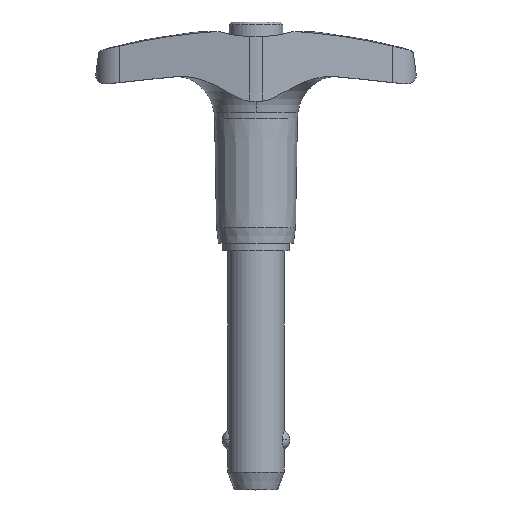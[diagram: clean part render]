
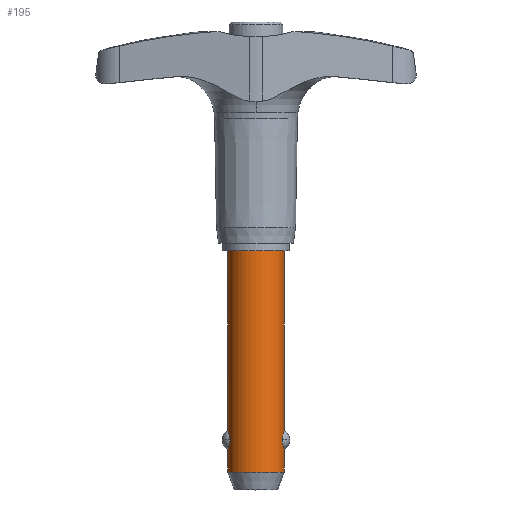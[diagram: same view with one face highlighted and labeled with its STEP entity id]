
A CAD part, top view. The second image highlights one B-rep face of the part: STEP entity #195.
In plain terms, the highlighted cylindrical face has radius 3.969 mm (diameter 7.938 mm), a partial arc.
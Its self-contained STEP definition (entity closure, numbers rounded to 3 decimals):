
#195=ADVANCED_FACE('',(#415),#416,.T.);
#415=FACE_OUTER_BOUND('',#654,.T.);
#416=CYLINDRICAL_SURFACE('',#655,3.969);
#654=EDGE_LOOP('',(#1208,#1209,#1210,#1211,#1212,#1213,#1214,#1215,#1216,#1217));
#655=AXIS2_PLACEMENT_3D('',#1218,#1219,#1220);
#1208=ORIENTED_EDGE('',*,*,#1547,.T.);
#1209=ORIENTED_EDGE('',*,*,#1462,.T.);
#1210=ORIENTED_EDGE('',*,*,#1688,.T.);
#1211=ORIENTED_EDGE('',*,*,#1554,.T.);
#1212=ORIENTED_EDGE('',*,*,#1634,.F.);
#1213=ORIENTED_EDGE('',*,*,#1552,.T.);
#1214=ORIENTED_EDGE('',*,*,#1689,.T.);
#1215=ORIENTED_EDGE('',*,*,#1690,.T.);
#1216=ORIENTED_EDGE('',*,*,#1549,.T.);
#1217=ORIENTED_EDGE('',*,*,#1691,.T.);
#1218=CARTESIAN_POINT('',(0.0,-16.891,0.0));
#1219=DIRECTION('',(-0.0,1.0,0.0));
#1220=DIRECTION('',(1.0,0.0,0.0));
#1462=EDGE_CURVE('',#1753,#1751,#1754,.T.);
#1547=EDGE_CURVE('',#1896,#1753,#1897,.T.);
#1549=EDGE_CURVE('',#1900,#1898,#1901,.T.);
#1552=EDGE_CURVE('',#1906,#1904,#1907,.T.);
#1554=EDGE_CURVE('',#1910,#1908,#1911,.T.);
#1634=EDGE_CURVE('',#1906,#1908,#2033,.T.);
#1688=EDGE_CURVE('',#1751,#1910,#2103,.T.);
#1689=EDGE_CURVE('',#1904,#2104,#2105,.T.);
#1690=EDGE_CURVE('',#2104,#1900,#2106,.T.);
#1691=EDGE_CURVE('',#1898,#1896,#2107,.T.);
#1751=VERTEX_POINT('',#2198);
#1753=VERTEX_POINT('',#2200);
#1754=B_SPLINE_CURVE_WITH_KNOTS('',3,(#2201,#2202,#2203,#2204,#2205,#2206,#2207,#2208,#2209,#2210,#2211,#2212,#2213,#2214),.UNSPECIFIED.,.F.,.F.,(4,2,2,2,2,2,4),(2.084,2.453,2.822,3.04,3.257,3.712,4.167),.UNSPECIFIED.);
#1896=VERTEX_POINT('',#2753);
#1897=LINE('',#2754,#2755);
#1898=VERTEX_POINT('',#2756);
#1900=VERTEX_POINT('',#2758);
#1901=LINE('',#2759,#2760);
#1904=VERTEX_POINT('',#2776);
#1906=VERTEX_POINT('',#2791);
#1907=LINE('',#2792,#2793);
#1908=VERTEX_POINT('',#2794);
#1910=VERTEX_POINT('',#2796);
#1911=LINE('',#2797,#2798);
#2033=CIRCLE('',#3343,3.969);
#2103=B_SPLINE_CURVE_WITH_KNOTS('',3,(#3667,#3668,#3669,#3670,#3671,#3672,#3673,#3674,#3675,#3676,#3677,#3678,#3679,#3680),.UNSPECIFIED.,.F.,.F.,(4,2,2,2,2,2,4),(4.167,4.622,5.077,5.295,5.513,5.882,6.251),.UNSPECIFIED.);
#2104=VERTEX_POINT('',#3681);
#2105=B_SPLINE_CURVE_WITH_KNOTS('',3,(#3682,#3683,#3684,#3685,#3686,#3687,#3688,#3689,#3690,#3691,#3692,#3693,#3694,#3695),.UNSPECIFIED.,.F.,.F.,(4,2,2,2,2,2,4),(6.251,6.62,6.989,7.207,7.425,7.88,8.335),.UNSPECIFIED.);
#2106=B_SPLINE_CURVE_WITH_KNOTS('',3,(#3696,#3697,#3698,#3699,#3700,#3701,#3702,#3703,#3704,#3705,#3706,#3707,#3708,#3709),.UNSPECIFIED.,.F.,.F.,(4,2,2,2,2,2,4),(0.0,0.455,0.91,1.128,1.345,1.715,2.084),.UNSPECIFIED.);
#2107=CIRCLE('',#3710,3.969);
#2198=CARTESIAN_POINT('',(3.7,-26.723,1.435));
#2200=CARTESIAN_POINT('',(3.969,-28.047,0.));
#2201=CARTESIAN_POINT('',(3.969,-28.047,0.0));
#2202=CARTESIAN_POINT('',(3.969,-28.047,0.123));
#2203=CARTESIAN_POINT('',(3.963,-28.032,0.257));
#2204=CARTESIAN_POINT('',(3.937,-27.968,0.514));
#2205=CARTESIAN_POINT('',(3.919,-27.918,0.638));
#2206=CARTESIAN_POINT('',(3.886,-27.826,0.807));
#2207=CARTESIAN_POINT('',(3.872,-27.783,0.873));
#2208=CARTESIAN_POINT('',(3.842,-27.687,0.996));
#2209=CARTESIAN_POINT('',(3.827,-27.634,1.053));
#2210=CARTESIAN_POINT('',(3.784,-27.471,1.201));
#2211=CARTESIAN_POINT('',(3.754,-27.334,1.289));
#2212=CARTESIAN_POINT('',(3.712,-27.036,1.406));
#2213=CARTESIAN_POINT('',(3.7,-26.875,1.435));
#2214=CARTESIAN_POINT('',(3.7,-26.723,1.435));
#2753=CARTESIAN_POINT('',(3.969,-31.267,0.0));
#2754=CARTESIAN_POINT('',(3.969,-16.891,0.));
#2755=VECTOR('',#3968,1.0);
#2756=CARTESIAN_POINT('',(-3.969,-31.267,0.));
#2758=CARTESIAN_POINT('',(-3.969,-28.047,0.));
#2759=CARTESIAN_POINT('',(-3.969,-16.891,0.));
#2760=VECTOR('',#3972,1.0);
#2776=CARTESIAN_POINT('',(-3.969,-25.4,0.));
#2791=CARTESIAN_POINT('',(-3.969,0.0,0.));
#2792=CARTESIAN_POINT('',(-3.969,-16.891,0.));
#2793=VECTOR('',#3973,1.0);
#2794=CARTESIAN_POINT('',(3.969,0.0,0.0));
#2796=CARTESIAN_POINT('',(3.969,-25.4,0.));
#2797=CARTESIAN_POINT('',(3.969,-16.891,0.));
#2798=VECTOR('',#3977,1.0);
#3343=AXIS2_PLACEMENT_3D('',#4049,#4050,#4051);
#3667=CARTESIAN_POINT('',(3.7,-26.723,1.435));
#3668=CARTESIAN_POINT('',(3.7,-26.572,1.435));
#3669=CARTESIAN_POINT('',(3.712,-26.41,1.406));
#3670=CARTESIAN_POINT('',(3.754,-26.112,1.289));
#3671=CARTESIAN_POINT('',(3.784,-25.976,1.201));
#3672=CARTESIAN_POINT('',(3.827,-25.813,1.053));
#3673=CARTESIAN_POINT('',(3.842,-25.76,0.996));
#3674=CARTESIAN_POINT('',(3.872,-25.664,0.873));
#3675=CARTESIAN_POINT('',(3.886,-25.621,0.807));
#3676=CARTESIAN_POINT('',(3.919,-25.528,0.638));
#3677=CARTESIAN_POINT('',(3.937,-25.479,0.514));
#3678=CARTESIAN_POINT('',(3.963,-25.415,0.257));
#3679=CARTESIAN_POINT('',(3.969,-25.4,0.123));
#3680=CARTESIAN_POINT('',(3.969,-25.4,0.));
#3681=CARTESIAN_POINT('',(-3.7,-26.723,1.435));
#3682=CARTESIAN_POINT('',(-3.969,-25.4,0.));
#3683=CARTESIAN_POINT('',(-3.969,-25.4,0.123));
#3684=CARTESIAN_POINT('',(-3.963,-25.415,0.257));
#3685=CARTESIAN_POINT('',(-3.937,-25.479,0.514));
#3686=CARTESIAN_POINT('',(-3.919,-25.528,0.638));
#3687=CARTESIAN_POINT('',(-3.886,-25.621,0.807));
#3688=CARTESIAN_POINT('',(-3.872,-25.664,0.873));
#3689=CARTESIAN_POINT('',(-3.842,-25.76,0.996));
#3690=CARTESIAN_POINT('',(-3.827,-25.813,1.053));
#3691=CARTESIAN_POINT('',(-3.784,-25.976,1.201));
#3692=CARTESIAN_POINT('',(-3.754,-26.112,1.289));
#3693=CARTESIAN_POINT('',(-3.712,-26.41,1.406));
#3694=CARTESIAN_POINT('',(-3.7,-26.572,1.435));
#3695=CARTESIAN_POINT('',(-3.7,-26.723,1.435));
#3696=CARTESIAN_POINT('',(-3.7,-26.723,1.435));
#3697=CARTESIAN_POINT('',(-3.7,-26.875,1.435));
#3698=CARTESIAN_POINT('',(-3.712,-27.036,1.406));
#3699=CARTESIAN_POINT('',(-3.754,-27.334,1.289));
#3700=CARTESIAN_POINT('',(-3.784,-27.471,1.201));
#3701=CARTESIAN_POINT('',(-3.827,-27.634,1.053));
#3702=CARTESIAN_POINT('',(-3.842,-27.687,0.996));
#3703=CARTESIAN_POINT('',(-3.872,-27.783,0.873));
#3704=CARTESIAN_POINT('',(-3.886,-27.826,0.807));
#3705=CARTESIAN_POINT('',(-3.919,-27.918,0.638));
#3706=CARTESIAN_POINT('',(-3.937,-27.968,0.514));
#3707=CARTESIAN_POINT('',(-3.963,-28.032,0.257));
#3708=CARTESIAN_POINT('',(-3.969,-28.047,0.123));
#3709=CARTESIAN_POINT('',(-3.969,-28.047,0.));
#3710=AXIS2_PLACEMENT_3D('',#4101,#4102,#4103);
#3968=DIRECTION('',(0.0,1.0,0.0));
#3972=DIRECTION('',(-0.0,-1.0,-0.0));
#3973=DIRECTION('',(-0.0,-1.0,-0.0));
#3977=DIRECTION('',(0.0,1.0,0.0));
#4049=CARTESIAN_POINT('',(0.0,0.0,0.0));
#4050=DIRECTION('',(-0.0,1.0,0.0));
#4051=DIRECTION('',(1.0,0.0,0.0));
#4101=CARTESIAN_POINT('',(0.0,-31.267,0.0));
#4102=DIRECTION('',(0.,1.0,0.0));
#4103=DIRECTION('',(1.0,0.,0.0));
